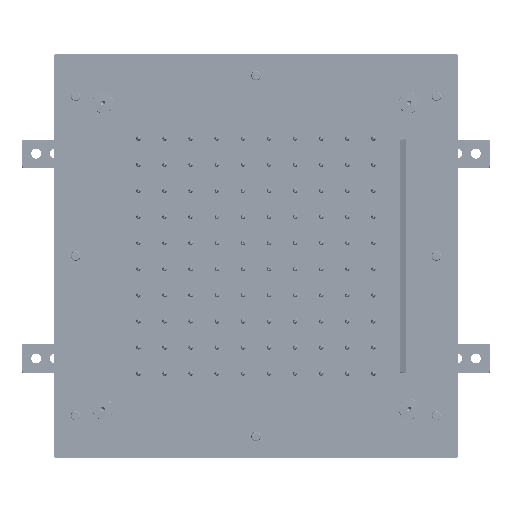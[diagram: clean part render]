
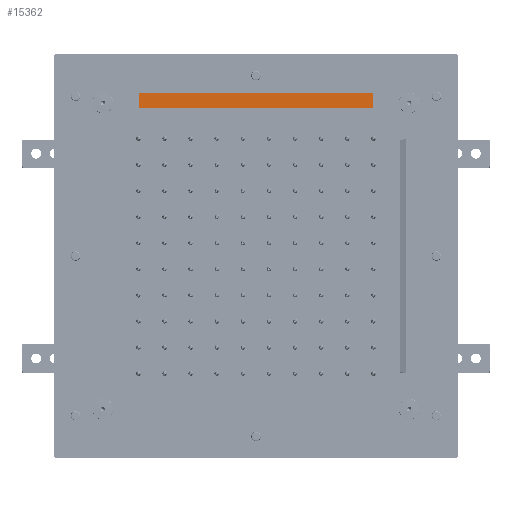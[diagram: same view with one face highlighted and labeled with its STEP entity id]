
A CAD part, top view. The second image highlights one B-rep face of the part: STEP entity #15362.
In plain terms, the highlighted face is planar.
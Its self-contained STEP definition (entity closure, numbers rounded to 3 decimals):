
#15362=ADVANCED_FACE('',(#21879),#21880,.F.);
#21879=FACE_OUTER_BOUND('',#30391,.T.);
#21880=PLANE('',#30392);
#30391=EDGE_LOOP('',(#39932,#39933,#39934,#39935,#39936,#39937,#39938,#39939));
#30392=AXIS2_PLACEMENT_3D('',#39940,#39941,#39942);
#39932=ORIENTED_EDGE('',*,*,#49988,.F.);
#39933=ORIENTED_EDGE('',*,*,#49999,.T.);
#39934=ORIENTED_EDGE('',*,*,#49983,.F.);
#39935=ORIENTED_EDGE('',*,*,#50005,.T.);
#39936=ORIENTED_EDGE('',*,*,#49992,.F.);
#39937=ORIENTED_EDGE('',*,*,#50003,.T.);
#39938=ORIENTED_EDGE('',*,*,#49996,.F.);
#39939=ORIENTED_EDGE('',*,*,#50001,.T.);
#39940=CARTESIAN_POINT('',(0.0,0.0,-4.0));
#39941=DIRECTION('',(0.0,0.0,1.0));
#39942=DIRECTION('',(1.0,0.0,0.0));
#49983=EDGE_CURVE('',#55592,#55593,#55594,.T.);
#49988=EDGE_CURVE('',#55598,#55600,#55601,.T.);
#49992=EDGE_CURVE('',#55604,#55606,#55607,.T.);
#49996=EDGE_CURVE('',#55610,#55612,#55613,.T.);
#49999=EDGE_CURVE('',#55598,#55593,#55616,.F.);
#50001=EDGE_CURVE('',#55610,#55600,#55618,.F.);
#50003=EDGE_CURVE('',#55604,#55612,#55620,.F.);
#50005=EDGE_CURVE('',#55592,#55606,#55622,.F.);
#55592=VERTEX_POINT('',#63698);
#55593=VERTEX_POINT('',#63699);
#55594=LINE('',#63700,#63701);
#55598=VERTEX_POINT('',#63707);
#55600=VERTEX_POINT('',#63710);
#55601=LINE('',#63711,#63712);
#55604=VERTEX_POINT('',#63716);
#55606=VERTEX_POINT('',#63719);
#55607=LINE('',#63720,#63721);
#55610=VERTEX_POINT('',#63725);
#55612=VERTEX_POINT('',#63728);
#55613=LINE('',#63729,#63730);
#55616=CIRCLE('',#63734,1.0);
#55618=CIRCLE('',#63736,1.0);
#55620=CIRCLE('',#63738,1.0);
#55622=CIRCLE('',#63740,1.0);
#63698=CARTESIAN_POINT('',(-124.0,-7.5,-4.0));
#63699=CARTESIAN_POINT('',(124.0,-7.5,-4.0));
#63700=CARTESIAN_POINT('',(0.0,-7.5,-4.0));
#63701=VECTOR('',#72109,1.0);
#63707=CARTESIAN_POINT('',(125.0,-6.5,-4.0));
#63710=CARTESIAN_POINT('',(125.0,6.5,-4.0));
#63711=CARTESIAN_POINT('',(125.0,0.0,-4.0));
#63712=VECTOR('',#72113,1.0);
#63716=CARTESIAN_POINT('',(-125.0,6.5,-4.0));
#63719=CARTESIAN_POINT('',(-125.0,-6.5,-4.0));
#63720=CARTESIAN_POINT('',(-125.0,0.0,-4.0));
#63721=VECTOR('',#72116,1.0);
#63725=CARTESIAN_POINT('',(124.0,7.5,-4.0));
#63728=CARTESIAN_POINT('',(-124.0,7.5,-4.0));
#63729=CARTESIAN_POINT('',(0.0,7.5,-4.0));
#63730=VECTOR('',#72119,1.0);
#63734=AXIS2_PLACEMENT_3D('',#72121,#72122,#72123);
#63736=AXIS2_PLACEMENT_3D('',#72124,#72125,#72126);
#63738=AXIS2_PLACEMENT_3D('',#72127,#72128,#72129);
#63740=AXIS2_PLACEMENT_3D('',#72130,#72131,#72132);
#72109=DIRECTION('',(1.0,0.0,0.0));
#72113=DIRECTION('',(0.,1.0,0.0));
#72116=DIRECTION('',(0.,-1.0,0.0));
#72119=DIRECTION('',(-1.0,0.,0.0));
#72121=CARTESIAN_POINT('',(124.0,-6.5,-4.0));
#72122=DIRECTION('',(0.0,0.0,1.0));
#72123=DIRECTION('',(1.0,0.0,0.0));
#72124=CARTESIAN_POINT('',(124.0,6.5,-4.0));
#72125=DIRECTION('',(0.0,0.0,1.0));
#72126=DIRECTION('',(1.0,0.0,0.0));
#72127=CARTESIAN_POINT('',(-124.0,6.5,-4.0));
#72128=DIRECTION('',(0.0,0.0,1.0));
#72129=DIRECTION('',(1.0,0.0,0.0));
#72130=CARTESIAN_POINT('',(-124.0,-6.5,-4.0));
#72131=DIRECTION('',(0.0,0.0,1.0));
#72132=DIRECTION('',(1.0,0.0,0.0));
